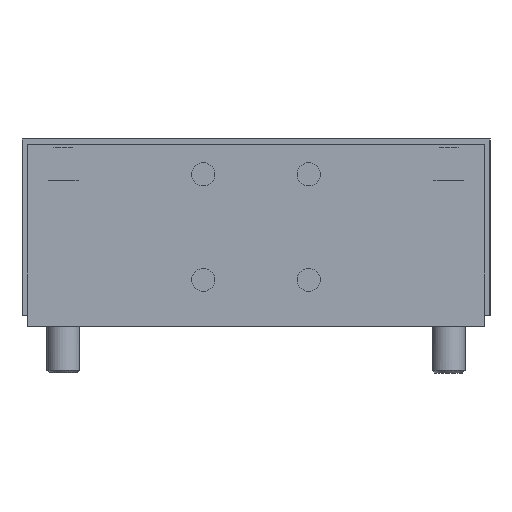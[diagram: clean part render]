
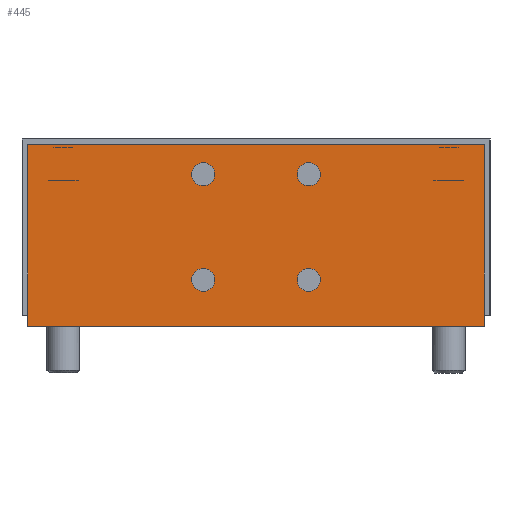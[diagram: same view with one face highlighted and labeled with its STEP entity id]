
A CAD part, left-side view. The second image highlights one B-rep face of the part: STEP entity #445.
In plain terms, the highlighted planar face has unit normal (-1, 0, 0).
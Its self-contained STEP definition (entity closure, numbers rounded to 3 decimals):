
#445 = ADVANCED_FACE( '', ( #1064, #1065, #1066, #1067, #1068 ), #1069, .F. );
#1064 = FACE_BOUND( '', #1839, .T. );
#1065 = FACE_BOUND( '', #1840, .T. );
#1066 = FACE_BOUND( '', #1841, .T. );
#1067 = FACE_BOUND( '', #1842, .T. );
#1068 = FACE_OUTER_BOUND( '', #1843, .T. );
#1069 = PLANE( '', #1844 );
#1839 = EDGE_LOOP( '', ( #2963 ) );
#1840 = EDGE_LOOP( '', ( #2964 ) );
#1841 = EDGE_LOOP( '', ( #2965 ) );
#1842 = EDGE_LOOP( '', ( #2966 ) );
#1843 = EDGE_LOOP( '', ( #2967, #2968, #2969, #2970 ) );
#1844 = AXIS2_PLACEMENT_3D( '', #2971, #2972, #2973 );
#2963 = ORIENTED_EDGE( '', *, *, #3933, .F. );
#2964 = ORIENTED_EDGE( '', *, *, #3934, .F. );
#2965 = ORIENTED_EDGE( '', *, *, #3935, .F. );
#2966 = ORIENTED_EDGE( '', *, *, #3683, .F. );
#2967 = ORIENTED_EDGE( '', *, *, #3654, .T. );
#2968 = ORIENTED_EDGE( '', *, *, #3718, .T. );
#2969 = ORIENTED_EDGE( '', *, *, #3581, .T. );
#2970 = ORIENTED_EDGE( '', *, *, #3936, .T. );
#2971 = CARTESIAN_POINT( '', ( -259.5, -23., 16. ) );
#2972 = DIRECTION( '', ( 1., 0., 0. ) );
#2973 = DIRECTION( '', ( 0., 1., 0. ) );
#3581 = EDGE_CURVE( '', #4089, #4090, #4091, .T. );
#3654 = EDGE_CURVE( '', #4220, #4221, #4222, .T. );
#3683 = EDGE_CURVE( '', #4269, #4269, #4270, .T. );
#3718 = EDGE_CURVE( '', #4221, #4089, #4328, .T. );
#3933 = EDGE_CURVE( '', #4653, #4653, #4654, .T. );
#3934 = EDGE_CURVE( '', #4655, #4655, #4656, .T. );
#3935 = EDGE_CURVE( '', #4657, #4657, #4658, .T. );
#3936 = EDGE_CURVE( '', #4090, #4220, #4659, .T. );
#4089 = VERTEX_POINT( '', #4845 );
#4090 = VERTEX_POINT( '', #4846 );
#4091 = LINE( '', #4847, #4848 );
#4220 = VERTEX_POINT( '', #5037 );
#4221 = VERTEX_POINT( '', #5038 );
#4222 = LINE( '', #5039, #5040 );
#4269 = VERTEX_POINT( '', #5101 );
#4270 = CIRCLE( '', #5102, 2.1 );
#4328 = LINE( '', #5202, #5203 );
#4653 = VERTEX_POINT( '', #5656 );
#4654 = CIRCLE( '', #5657, 2.1 );
#4655 = VERTEX_POINT( '', #5658 );
#4656 = CIRCLE( '', #5659, 2.1 );
#4657 = VERTEX_POINT( '', #5660 );
#4658 = CIRCLE( '', #5661, 2.1 );
#4659 = LINE( '', #5662, #5663 );
#4845 = CARTESIAN_POINT( '', ( -259.5, -41.5, 31. ) );
#4846 = CARTESIAN_POINT( '', ( -259.5, 41.5, 31. ) );
#4847 = CARTESIAN_POINT( '', ( -259.5, -41.5, 31. ) );
#4848 = VECTOR( '', #5861, 1000. );
#5037 = CARTESIAN_POINT( '', ( -259.5, 41.5, -2. ) );
#5038 = CARTESIAN_POINT( '', ( -259.5, -41.5, -2. ) );
#5039 = CARTESIAN_POINT( '', ( -259.5, 41.5, -2. ) );
#5040 = VECTOR( '', #5976, 1000. );
#5101 = CARTESIAN_POINT( '', ( -259.5, 7.5, 25.6 ) );
#5102 = AXIS2_PLACEMENT_3D( '', #6009, #6010, #6011 );
#5202 = CARTESIAN_POINT( '', ( -259.5, -41.5, -2. ) );
#5203 = VECTOR( '', #6063, 1000. );
#5656 = CARTESIAN_POINT( '', ( -259.5, -11.7, 6.4 ) );
#5657 = AXIS2_PLACEMENT_3D( '', #6354, #6355, #6356 );
#5658 = CARTESIAN_POINT( '', ( -259.5, 7.5, 6.4 ) );
#5659 = AXIS2_PLACEMENT_3D( '', #6357, #6358, #6359 );
#5660 = CARTESIAN_POINT( '', ( -259.5, -11.7, 25.6 ) );
#5661 = AXIS2_PLACEMENT_3D( '', #6360, #6361, #6362 );
#5662 = CARTESIAN_POINT( '', ( -259.5, 41.5, 31. ) );
#5663 = VECTOR( '', #6363, 1000. );
#5861 = DIRECTION( '', ( 0., 1., 0. ) );
#5976 = DIRECTION( '', ( 0., -1., 0. ) );
#6009 = CARTESIAN_POINT( '', ( -259.5, 9.6, 25.6 ) );
#6010 = DIRECTION( '', ( -1., 0., 0. ) );
#6011 = DIRECTION( '', ( 0., -1., 0. ) );
#6063 = DIRECTION( '', ( 0., 0., 1. ) );
#6354 = CARTESIAN_POINT( '', ( -259.5, -9.6, 6.4 ) );
#6355 = DIRECTION( '', ( -1., 0., 0. ) );
#6356 = DIRECTION( '', ( 0., -1., 0. ) );
#6357 = CARTESIAN_POINT( '', ( -259.5, 9.6, 6.4 ) );
#6358 = DIRECTION( '', ( -1., 0., 0. ) );
#6359 = DIRECTION( '', ( 0., -1., 0. ) );
#6360 = CARTESIAN_POINT( '', ( -259.5, -9.6, 25.6 ) );
#6361 = DIRECTION( '', ( -1., 0., 0. ) );
#6362 = DIRECTION( '', ( 0., -1., 0. ) );
#6363 = DIRECTION( '', ( 0., 0., -1. ) );
